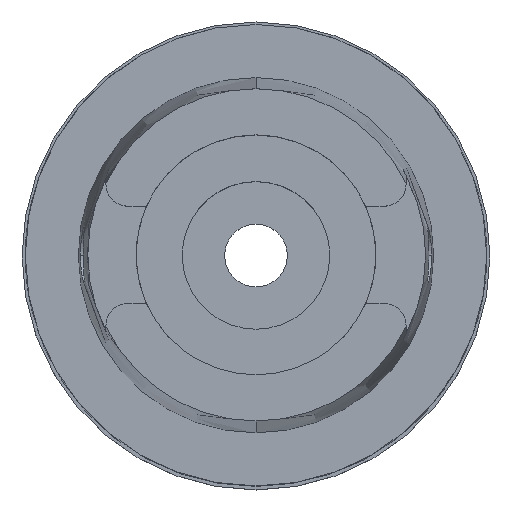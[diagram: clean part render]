
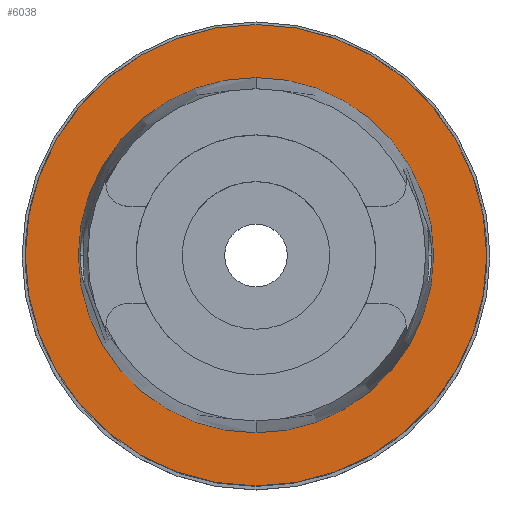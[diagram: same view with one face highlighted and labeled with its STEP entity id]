
A CAD part, top view. The second image highlights one B-rep face of the part: STEP entity #6038.
In plain terms, the highlighted planar face has unit normal (0, 0, 1).
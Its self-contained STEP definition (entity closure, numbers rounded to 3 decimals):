
#3093=CARTESIAN_POINT('',(0.,0.,0.));
#3094=DIRECTION('',(0.,0.,-1.));
#3095=DIRECTION('',(0.,-1.,0.));
#3096=AXIS2_PLACEMENT_3D('',#3093,#3094,#3095);
#3101=CARTESIAN_POINT('',(0.,0.,0.));
#3102=DIRECTION('',(0.,0.,-1.));
#3103=DIRECTION('',(0.,1.,0.));
#3104=AXIS2_PLACEMENT_3D('',#3101,#3102,#3103);
#3109=CARTESIAN_POINT('',(0.,0.,0.));
#3110=DIRECTION('',(0.,0.,1.));
#3111=DIRECTION('',(0.,-1.,0.));
#3112=AXIS2_PLACEMENT_3D('',#3109,#3110,#3111);
#3117=CARTESIAN_POINT('',(0.,0.,0.));
#3118=DIRECTION('',(0.,0.,1.));
#3119=DIRECTION('',(0.,1.,0.));
#3120=AXIS2_PLACEMENT_3D('',#3117,#3118,#3119);
#3471=CARTESIAN_POINT('',(0.,-19.25,0.));
#3472=VERTEX_POINT('',#3471);
#3473=CARTESIAN_POINT('',(0.,19.25,0.));
#3474=VERTEX_POINT('',#3473);
#3873=CARTESIAN_POINT('',(0.,25.,0.));
#3874=VERTEX_POINT('',#3873);
#3875=CARTESIAN_POINT('',(0.,-25.,0.));
#3876=VERTEX_POINT('',#3875);
#6025=CARTESIAN_POINT('',(0.,0.,0.));
#6026=DIRECTION('',(0.,0.,1.));
#6027=DIRECTION('',(0.,1.,0.));
#6028=AXIS2_PLACEMENT_3D('',#6025,#6026,#6027);
#6029=PLANE('',#6028);
#6030=ORIENTED_EDGE('',*,*,#6007,.T.);
#6031=ORIENTED_EDGE('',*,*,#5894,.T.);
#6032=EDGE_LOOP('',(#6030,#6031));
#6033=FACE_OUTER_BOUND('',#6032,.F.);
#6034=ORIENTED_EDGE('',*,*,#4079,.T.);
#6035=ORIENTED_EDGE('',*,*,#4052,.T.);
#6036=EDGE_LOOP('',(#6034,#6035));
#6037=FACE_BOUND('',#6036,.F.);
#3097=CIRCLE('',#3096,25.);
#3105=CIRCLE('',#3104,25.);
#3113=CIRCLE('',#3112,19.25);
#3121=CIRCLE('',#3120,19.25);
#4052=EDGE_CURVE('',#3474,#3472,#3121,.T.);
#4079=EDGE_CURVE('',#3472,#3474,#3113,.T.);
#5894=EDGE_CURVE('',#3874,#3876,#3105,.T.);
#6007=EDGE_CURVE('',#3876,#3874,#3097,.T.);
#6038=ADVANCED_FACE('',(#6033,#6037),#6029,.T.);
